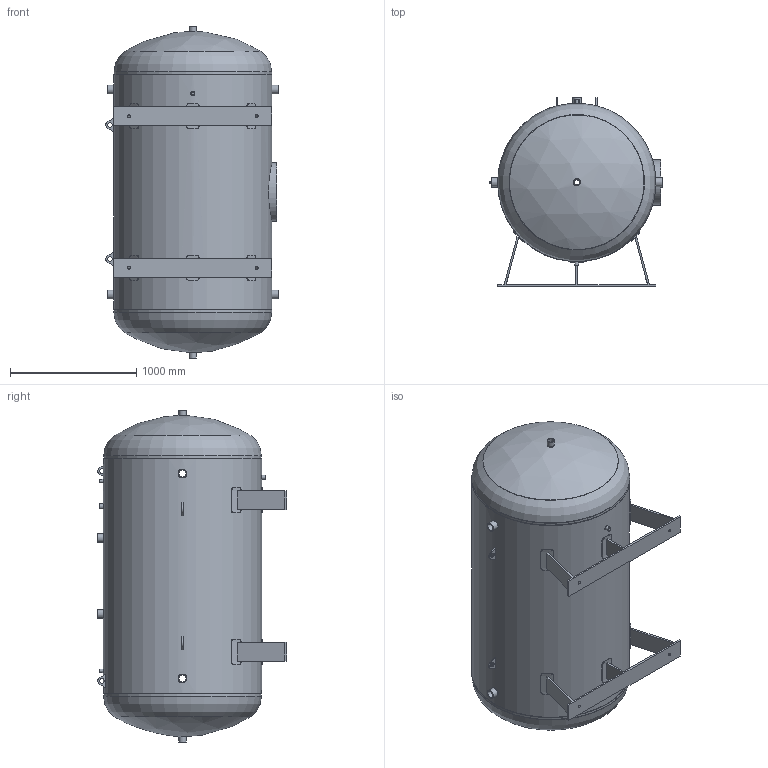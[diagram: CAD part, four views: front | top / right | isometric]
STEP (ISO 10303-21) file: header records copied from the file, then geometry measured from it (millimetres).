
FILE_DESCRIPTION(/* description */ (''),/* implementation_level */ '2;1');
FILE_NAME(/* name */ 'MB 020102-2.3000V-M.stp',/* time_stamp */ '2022-10-28T11:35:05+02:00',/* author */ ('m.ebener'),/* organization */ (''),/* preprocessor_version */ 'ST-DEVELOPER v16.1',/* originating_system */ 'Autodesk Inventor 2016',/* authorisation */ '');
FILE_SCHEMA (('AUTOMOTIVE_DESIGN { 1 0 10303 214 3 1 1 }'));
Length unit declared in the file: millimetre
Products named in the file (11): Mantel; Tragöse 110mm; Mannlochring; Behälterfuß; Standardmuffe - G 1_2; Standardmuffe - G 3_4; Standardmuffe - G 1; Standardmuffe - G 2; Boden; Standardmuffe - G 1 1_2; MB 020102-2.3000V-M
Assembly tree (22 placements, depth 2):
  MB 020102-2.3000V-M
    Mantel
    Tragöse 110mm  x4
    Mannlochring
    Behälterfuß  x2
    Standardmuffe - G 1_2  x2
    Standardmuffe - G 3_4
    Standardmuffe - G 1
    Standardmuffe - G 2  x6
    Boden  x2
    Standardmuffe - G 1 1_2  x2
Bounding box: 1362.9 x 1500.01 x 2625.18 mm (x, y, z)
Volume: 67772484.8 mm3; surface area: 23722074.1 mm2
Topology: 28 solids, 28 shells, 213 faces, 493 edges, 332 vertices
Faces by surface type: plane 112, cylinder 90, sphere 4, torus 4, bspline 3
Full cylindrical faces by diameter (mm): 18.631 x2, 23 x4, 24.117 x1, 26.9 x4, 30.291 x1, 33.7 x2, 36 x4, 40 x2, 44.845 x2, 56.656 x6, 57 x4, 70 x12, 1240 x3, 1250 x3
Entity records: 4871 total; most frequent: CARTESIAN_POINT 2294, DIRECTION 481, ORIENTED_EDGE 414, EDGE_CURVE 204, AXIS2_PLACEMENT_3D 191, EDGE_LOOP 183, VERTEX_POINT 156, FACE_OUTER_BOUND 105
